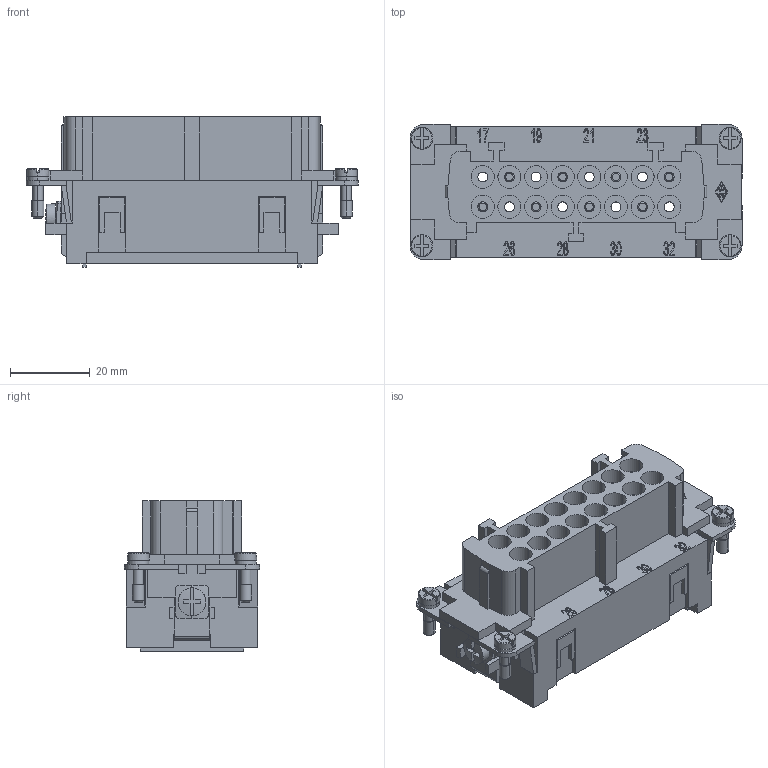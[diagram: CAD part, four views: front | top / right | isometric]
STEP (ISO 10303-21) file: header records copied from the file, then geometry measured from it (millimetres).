
FILE_DESCRIPTION((''),'2;1');
FILE_NAME('CMCEF 06 N.stp','2006-10-31T15:59:50',('gembarski'),(''),'Autodesk Inventor 7','Autodesk Inventor 7','');
FILE_SCHEMA(('AUTOMOTIVE_DESIGN { 1 0 10303 214 1 1 1 1 }'));
Length unit declared in the file: millimetre
Products named in the file (1): CMCEF 06 N
Bounding box: 83.5 x 34 x 37.8 mm (x, y, z)
Volume: 54325.9 mm3; surface area: 23696.1 mm2
Topology: 2 solids, 2 shells, 1175 faces, 3142 edges, 2077 vertices
Faces by surface type: bspline 598, plane 451, cylinder 94, torus 24, sphere 4, cone 4
Entity records: 40010 total; most frequent: CARTESIAN_POINT 13121, ORIENTED_EDGE 6288, DIRECTION 4241, EDGE_CURVE 3144, VERTEX_POINT 2077, VECTOR 1971, LINE 1971, EDGE_LOOP 1321
